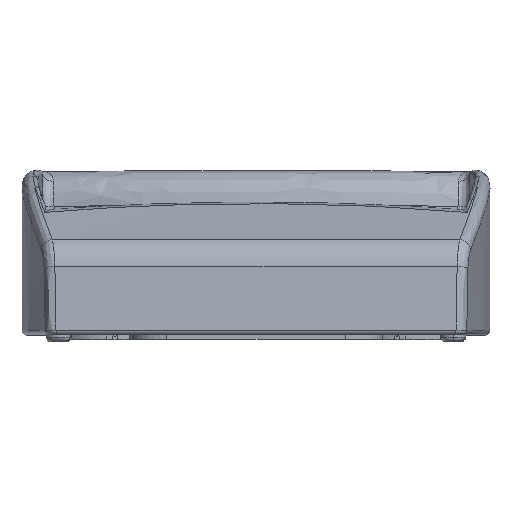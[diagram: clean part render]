
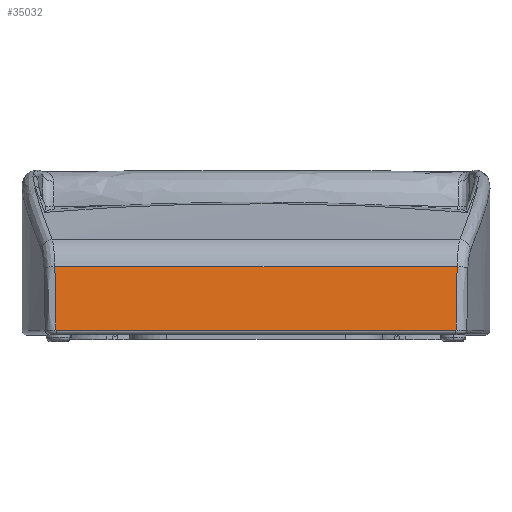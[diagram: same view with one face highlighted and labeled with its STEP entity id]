
A CAD part, top view. The second image highlights one B-rep face of the part: STEP entity #35032.
In plain terms, the highlighted cylindrical face has radius 86.5 mm (diameter 173 mm), a partial arc.
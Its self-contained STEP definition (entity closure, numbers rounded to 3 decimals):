
#2916 = CARTESIAN_POINT ( 'NONE',  ( 43.676, 10.242, 55.519 ) ) ;
#15984 = VECTOR ( 'NONE', #17468, 1000. ) ;
#16129 = EDGE_CURVE ( 'NONE', #44973, #20207, #67728, .T. ) ;
#17107 = VERTEX_POINT ( 'NONE', #18076 ) ;
#17444 = CARTESIAN_POINT ( 'NONE',  ( 51., 1.012, 55.994 ) ) ;
#17468 = DIRECTION ( 'NONE',  ( 1., 0., 0. ) ) ;
#17789 = LINE ( 'NONE', #23630, #17893 ) ;
#17893 = VECTOR ( 'NONE', #38259, 1000. ) ;
#18076 = CARTESIAN_POINT ( 'NONE',  ( -43.828, 14.853, 54.715 ) ) ;
#18132 = AXIS2_PLACEMENT_3D ( 'NONE', #23618, #23819, #22954 ) ;
#18465 = CARTESIAN_POINT ( 'NONE',  ( -43.583, 1.012, 55.994 ) ) ;
#20207 = VERTEX_POINT ( 'NONE', #98334 ) ;
#22891 = ORIENTED_EDGE ( 'NONE', *, *, #53473, .F. ) ;
#22930 = CARTESIAN_POINT ( 'NONE',  ( -43.583, 1.012, 55.994 ) ) ;
#22954 = DIRECTION ( 'NONE',  ( 0., 0., 1. ) ) ;
#23618 = CARTESIAN_POINT ( 'NONE',  ( 51., 0., -30.5 ) ) ;
#23630 = CARTESIAN_POINT ( 'NONE',  ( 51., 14.853, 54.715 ) ) ;
#23819 = DIRECTION ( 'NONE',  ( -1., 0., 0. ) ) ;
#27841 = ORIENTED_EDGE ( 'NONE', *, *, #94615, .F. ) ;
#34100 = EDGE_LOOP ( 'NONE', ( #92874, #22891, #27841, #40819 ) ) ;
#34136 = CARTESIAN_POINT ( 'NONE',  ( -43.676, 10.242, 55.519 ) ) ;
#35032 = ADVANCED_FACE ( 'NONE', ( #78540 ), #81297, .T. ) ;
#38259 = DIRECTION ( 'NONE',  ( 1., 0., 0. ) ) ;
#40819 = ORIENTED_EDGE ( 'NONE', *, *, #16129, .T. ) ;
#44973 = VERTEX_POINT ( 'NONE', #22930 ) ;
#50058 = CARTESIAN_POINT ( 'NONE',  ( 43.583, 1.012, 55.994 ) ) ;
#53473 = EDGE_CURVE ( 'NONE', #17107, #85833, #17789, .T. ) ;
#64468 = CARTESIAN_POINT ( 'NONE',  ( -43.593, 5.628, 55.94 ) ) ;
#67728 = LINE ( 'NONE', #17444, #15984 ) ;
#76022 = B_SPLINE_CURVE_WITH_KNOTS ( 'NONE', 3,
 ( #18465, #64468, #34136, #86573 ),
 .UNSPECIFIED., .F., .F.,
 ( 4, 4 ),
 ( 0., 1. ),
 .UNSPECIFIED. ) ;
#78540 = FACE_OUTER_BOUND ( 'NONE', #34100, .T. ) ;
#79664 = CARTESIAN_POINT ( 'NONE',  ( 43.828, 14.853, 54.715 ) ) ;
#80474 = EDGE_CURVE ( 'NONE', #85833, #20207, #96242, .T. ) ;
#81297 = CYLINDRICAL_SURFACE ( 'NONE', #18132, 86.5 ) ;
#83436 = CARTESIAN_POINT ( 'NONE',  ( 43.828, 14.853, 54.715 ) ) ;
#85833 = VERTEX_POINT ( 'NONE', #83436 ) ;
#86573 = CARTESIAN_POINT ( 'NONE',  ( -43.828, 14.853, 54.715 ) ) ;
#92874 = ORIENTED_EDGE ( 'NONE', *, *, #80474, .F. ) ;
#94325 = CARTESIAN_POINT ( 'NONE',  ( 43.593, 5.628, 55.94 ) ) ;
#94615 = EDGE_CURVE ( 'NONE', #44973, #17107, #76022, .T. ) ;
#96242 = B_SPLINE_CURVE_WITH_KNOTS ( 'NONE', 3,
 ( #79664, #2916, #94325, #50058 ),
 .UNSPECIFIED., .F., .F.,
 ( 4, 4 ),
 ( 0., 1. ),
 .UNSPECIFIED. ) ;
#98334 = CARTESIAN_POINT ( 'NONE',  ( 43.583, 1.012, 55.994 ) ) ;
